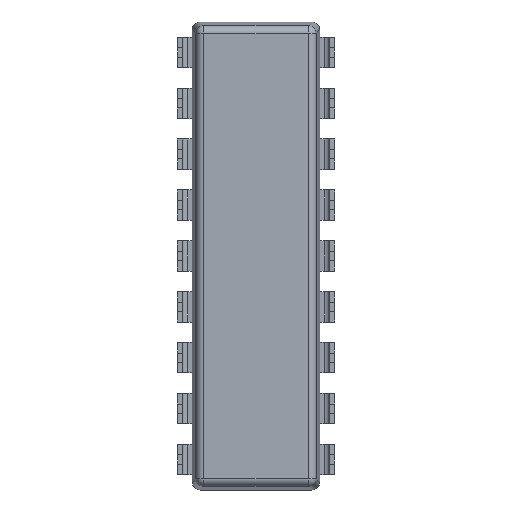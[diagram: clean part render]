
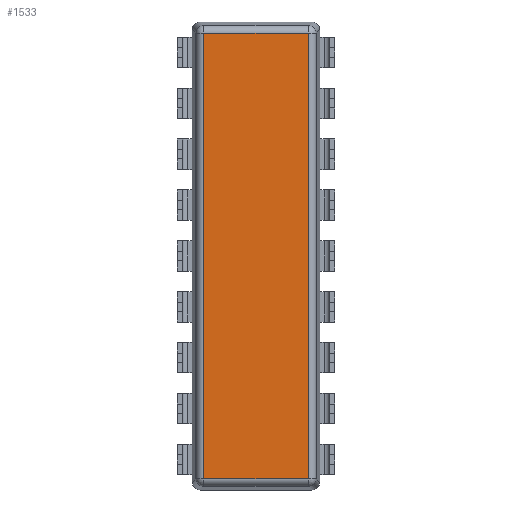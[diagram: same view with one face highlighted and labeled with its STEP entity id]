
A CAD part, front view. The second image highlights one B-rep face of the part: STEP entity #1533.
In plain terms, the highlighted planar face has unit normal (0, -1, 0).
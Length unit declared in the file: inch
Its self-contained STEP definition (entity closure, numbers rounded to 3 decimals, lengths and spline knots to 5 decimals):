
#613=DIRECTION('',(0.,0.,1.));
#614=VECTOR('',#613,0.87627);
#615=CARTESIAN_POINT('',(0.10313,-0.07,-0.43813));
#616=LINE('',#615,#614);
#627=DIRECTION('',(1.,0.,0.));
#628=VECTOR('',#627,0.20627);
#629=CARTESIAN_POINT('',(-0.10313,-0.07,-0.43813));
#630=LINE('',#629,#628);
#665=DIRECTION('',(0.,0.,-1.));
#666=VECTOR('',#665,0.87627);
#667=CARTESIAN_POINT('',(-0.10313,-0.07,0.43813));
#668=LINE('',#667,#666);
#831=DIRECTION('',(-1.,0.,0.));
#832=VECTOR('',#831,0.20627);
#833=CARTESIAN_POINT('',(0.10313,-0.07,0.43813));
#834=LINE('',#833,#832);
#928=CARTESIAN_POINT('',(0.10313,-0.07,-0.43813));
#929=CARTESIAN_POINT('',(0.10313,-0.07,0.43813));
#930=VERTEX_POINT('',#928);
#931=VERTEX_POINT('',#929);
#936=CARTESIAN_POINT('',(-0.10313,-0.07,0.43813));
#937=CARTESIAN_POINT('',(-0.10313,-0.07,-0.43813));
#938=VERTEX_POINT('',#936);
#939=VERTEX_POINT('',#937);
#1519=CARTESIAN_POINT('',(0.,-0.07,0.));
#1520=DIRECTION('',(0.,-1.,0.));
#1521=DIRECTION('',(-1.,0.,0.));
#1522=AXIS2_PLACEMENT_3D('',#1519,#1520,#1521);
#1523=PLANE('',#1522);
#1524=ORIENTED_EDGE('',*,*,#1510,.F.);
#1526=ORIENTED_EDGE('',*,*,#1525,.F.);
#1528=ORIENTED_EDGE('',*,*,#1527,.F.);
#1530=ORIENTED_EDGE('',*,*,#1529,.F.);
#1531=EDGE_LOOP('',(#1524,#1526,#1528,#1530));
#1532=FACE_OUTER_BOUND('',#1531,.F.);
#1533=ADVANCED_FACE('',(#1532),#1523,.T.);
#1510=EDGE_CURVE('',#930,#931,#616,.T.);
#1525=EDGE_CURVE('',#939,#930,#630,.T.);
#1527=EDGE_CURVE('',#938,#939,#668,.T.);
#1529=EDGE_CURVE('',#931,#938,#834,.T.);
